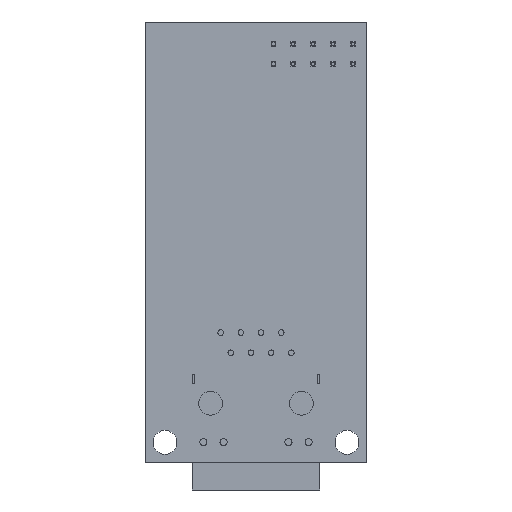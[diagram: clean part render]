
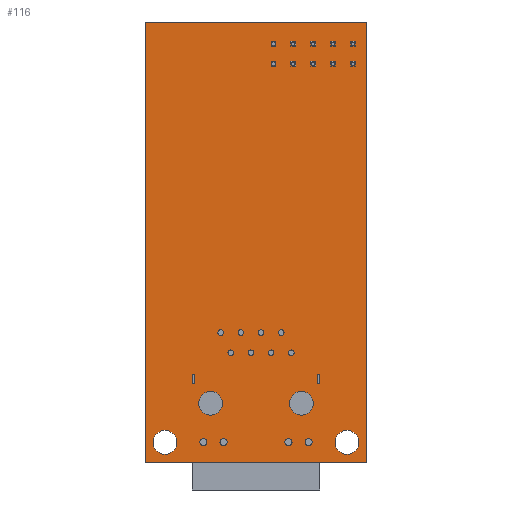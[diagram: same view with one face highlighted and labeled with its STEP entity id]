
A CAD part, front view. The second image highlights one B-rep face of the part: STEP entity #116.
In plain terms, the highlighted planar face has unit normal (0, -1, 0).
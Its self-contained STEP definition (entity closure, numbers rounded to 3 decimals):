
#116 = ADVANCED_FACE ( 'NONE', ( #1110, #1529, #13791 ), #9572, .F. ) ;
#583 = EDGE_CURVE ( 'NONE', #1644, #1644, #5456, .T. ) ;
#789 = DIRECTION ( 'NONE',  ( 0., 0., 1. ) ) ;
#1060 = DIRECTION ( 'NONE',  ( 1., 0., 0. ) ) ;
#1110 = FACE_OUTER_BOUND ( 'NONE', #3336, .T. ) ;
#1177 = DIRECTION ( 'NONE',  ( 0., 0., 1. ) ) ;
#1529 = FACE_BOUND ( 'NONE', #17790, .T. ) ;
#1644 = VERTEX_POINT ( 'NONE', #2078 ) ;
#2078 = CARTESIAN_POINT ( 'NONE',  ( -11.45, 0., -23.65 ) ) ;
#2685 = VERTEX_POINT ( 'NONE', #11732 ) ;
#3120 = VECTOR ( 'NONE', #8915, 1000. ) ;
#3275 = CARTESIAN_POINT ( 'NONE',  ( -13.95, 0., 27.75 ) ) ;
#3336 = EDGE_LOOP ( 'NONE', ( #14336, #5789, #4575, #14357 ) ) ;
#3343 = LINE ( 'NONE', #12280, #9737 ) ;
#3755 = CARTESIAN_POINT ( 'NONE',  ( -13.95, 0., -27.75 ) ) ;
#3930 = VECTOR ( 'NONE', #789, 1000. ) ;
#3943 = CARTESIAN_POINT ( 'NONE',  ( 11.45, 0., -25.15 ) ) ;
#3979 = LINE ( 'NONE', #15761, #3120 ) ;
#4179 = AXIS2_PLACEMENT_3D ( 'NONE', #3943, #8446, #12871 ) ;
#4310 = EDGE_CURVE ( 'NONE', #7524, #7524, #7777, .T. ) ;
#4575 = ORIENTED_EDGE ( 'NONE', *, *, #10739, .F. ) ;
#5456 = CIRCLE ( 'NONE', #13617, 1.5 ) ;
#5789 = ORIENTED_EDGE ( 'NONE', *, *, #14052, .F. ) ;
#5904 = CARTESIAN_POINT ( 'NONE',  ( -11.45, 0., -25.15 ) ) ;
#6090 = CARTESIAN_POINT ( 'NONE',  ( 0., 0., 0. ) ) ;
#6784 = DIRECTION ( 'NONE',  ( -1., 0., 0. ) ) ;
#7384 = VERTEX_POINT ( 'NONE', #3275 ) ;
#7524 = VERTEX_POINT ( 'NONE', #16601 ) ;
#7777 = CIRCLE ( 'NONE', #4179, 1.5 ) ;
#8446 = DIRECTION ( 'NONE',  ( 0., 1., 0. ) ) ;
#8915 = DIRECTION ( 'NONE',  ( 0., 0., -1. ) ) ;
#9135 = CARTESIAN_POINT ( 'NONE',  ( 13.95, 0., -27.75 ) ) ;
#9449 = EDGE_CURVE ( 'NONE', #9863, #2685, #15348, .T. ) ;
#9572 = PLANE ( 'NONE',  #14280 ) ;
#9737 = VECTOR ( 'NONE', #1060, 1000. ) ;
#9863 = VERTEX_POINT ( 'NONE', #9135 ) ;
#10645 = LINE ( 'NONE', #3755, #3930 ) ;
#10739 = EDGE_CURVE ( 'NONE', #2685, #7384, #10645, .T. ) ;
#11732 = CARTESIAN_POINT ( 'NONE',  ( -13.95, 0., -27.75 ) ) ;
#12280 = CARTESIAN_POINT ( 'NONE',  ( -13.95, 0., 27.75 ) ) ;
#12724 = EDGE_CURVE ( 'NONE', #18392, #9863, #3979, .T. ) ;
#12871 = DIRECTION ( 'NONE',  ( 0., 0., 1. ) ) ;
#13306 = EDGE_LOOP ( 'NONE', ( #14436 ) ) ;
#13465 = DIRECTION ( 'NONE',  ( 0., 1., 0. ) ) ;
#13617 = AXIS2_PLACEMENT_3D ( 'NONE', #5904, #18827, #1177 ) ;
#13791 = FACE_BOUND ( 'NONE', #13306, .T. ) ;
#14052 = EDGE_CURVE ( 'NONE', #7384, #18392, #3343, .T. ) ;
#14280 = AXIS2_PLACEMENT_3D ( 'NONE', #6090, #13465, #16435 ) ;
#14336 = ORIENTED_EDGE ( 'NONE', *, *, #12724, .F. ) ;
#14357 = ORIENTED_EDGE ( 'NONE', *, *, #9449, .F. ) ;
#14436 = ORIENTED_EDGE ( 'NONE', *, *, #4310, .T. ) ;
#14556 = CARTESIAN_POINT ( 'NONE',  ( -13.95, 0., -27.75 ) ) ;
#14849 = ORIENTED_EDGE ( 'NONE', *, *, #583, .T. ) ;
#15348 = LINE ( 'NONE', #14556, #15383 ) ;
#15383 = VECTOR ( 'NONE', #6784, 1000. ) ;
#15761 = CARTESIAN_POINT ( 'NONE',  ( 13.95, 0., -27.75 ) ) ;
#16435 = DIRECTION ( 'NONE',  ( 0., 0., 1. ) ) ;
#16601 = CARTESIAN_POINT ( 'NONE',  ( 11.45, 0., -23.65 ) ) ;
#16631 = CARTESIAN_POINT ( 'NONE',  ( 13.95, 0., 27.75 ) ) ;
#17790 = EDGE_LOOP ( 'NONE', ( #14849 ) ) ;
#18392 = VERTEX_POINT ( 'NONE', #16631 ) ;
#18827 = DIRECTION ( 'NONE',  ( 0., 1., 0. ) ) ;
